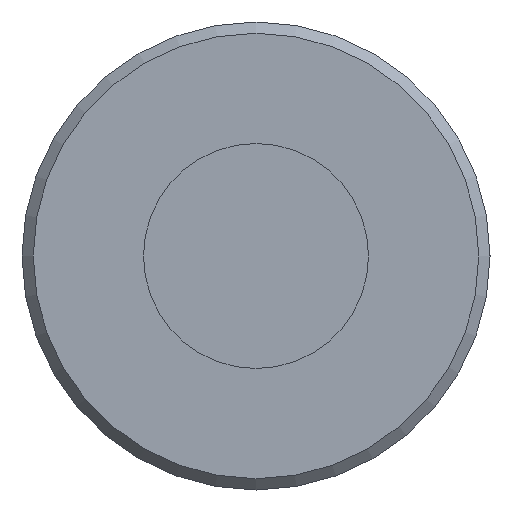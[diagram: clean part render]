
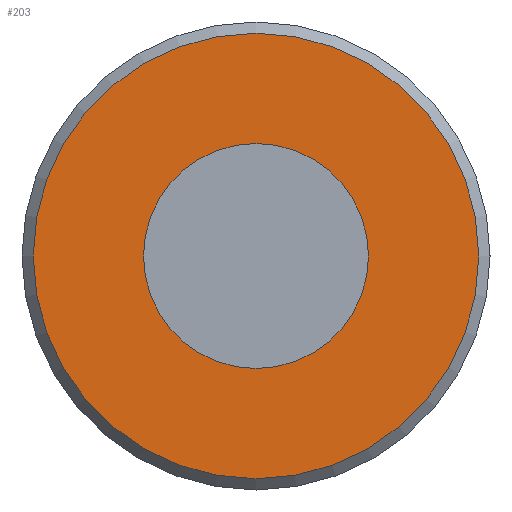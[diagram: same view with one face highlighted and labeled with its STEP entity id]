
A CAD part, left-side view. The second image highlights one B-rep face of the part: STEP entity #203.
In plain terms, the highlighted planar face has unit normal (-1, 0, 0).
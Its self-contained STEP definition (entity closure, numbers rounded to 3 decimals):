
#203 = ADVANCED_FACE( '', ( #379, #380 ), #381, .T. );
#379 = FACE_BOUND( '', #563, .T. );
#380 = FACE_OUTER_BOUND( '', #564, .T. );
#381 = PLANE( '', #565 );
#563 = EDGE_LOOP( '', ( #861 ) );
#564 = EDGE_LOOP( '', ( #862 ) );
#565 = AXIS2_PLACEMENT_3D( '', #863, #864, #865 );
#861 = ORIENTED_EDGE( '', *, *, #981, .T. );
#862 = ORIENTED_EDGE( '', *, *, #1009, .F. );
#863 = CARTESIAN_POINT( '', ( 0., 24.75, 0. ) );
#864 = DIRECTION( '', ( -1., 0., 0. ) );
#865 = DIRECTION( '', ( 0., 0., 1. ) );
#981 = EDGE_CURVE( '', #1119, #1119, #1120, .T. );
#1009 = EDGE_CURVE( '', #1162, #1162, #1163, .T. );
#1119 = VERTEX_POINT( '', #1346 );
#1120 = CIRCLE( '', #1347, 12.5 );
#1162 = VERTEX_POINT( '', #1422 );
#1163 = CIRCLE( '', #1423, 24.75 );
#1346 = CARTESIAN_POINT( '', ( 0., 0., -12.5 ) );
#1347 = AXIS2_PLACEMENT_3D( '', #1626, #1627, #1628 );
#1422 = CARTESIAN_POINT( '', ( 0., 0., -24.75 ) );
#1423 = AXIS2_PLACEMENT_3D( '', #1668, #1669, #1670 );
#1626 = CARTESIAN_POINT( '', ( 0., 0., 0. ) );
#1627 = DIRECTION( '', ( 1., 0., 0. ) );
#1628 = DIRECTION( '', ( 0., 0., -1. ) );
#1668 = CARTESIAN_POINT( '', ( 0., 0., 0. ) );
#1669 = DIRECTION( '', ( 1., 0., 0. ) );
#1670 = DIRECTION( '', ( 0., 0., -1. ) );
